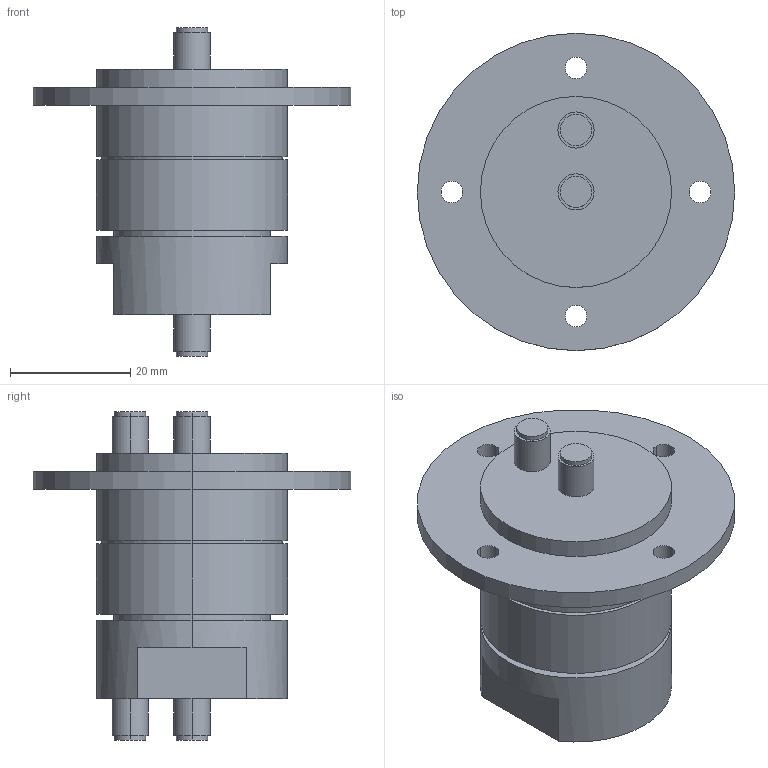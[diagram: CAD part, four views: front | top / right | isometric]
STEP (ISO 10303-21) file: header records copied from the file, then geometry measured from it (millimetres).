
FILE_DESCRIPTION (( 'STEP AP214' ), '1' );
FILE_NAME ('RHF200.STEP', '2020-07-24T03:36:16', ( 'admin321' ), ( '' ), 'SwSTEP 2.0', 'SolidWorks 2014', '' );
FILE_SCHEMA (( 'AUTOMOTIVE_DESIGN' ));
Length unit declared in the file: millimetre
Products named in the file (1): RHF200
Bounding box: 52.8 x 52.8 x 54.6 mm (x, y, z)
Volume: 36337.8 mm3; surface area: 9881 mm2
Topology: 1 solids, 1 shells, 58 faces, 126 edges, 84 vertices
Faces by surface type: cylinder 38, plane 20
Entity records: 1680 total; most frequent: DIRECTION 324, CARTESIAN_POINT 269, ORIENTED_EDGE 252, AXIS2_PLACEMENT_3D 139, EDGE_CURVE 126, VERTEX_POINT 84, CIRCLE 80, EDGE_LOOP 80
